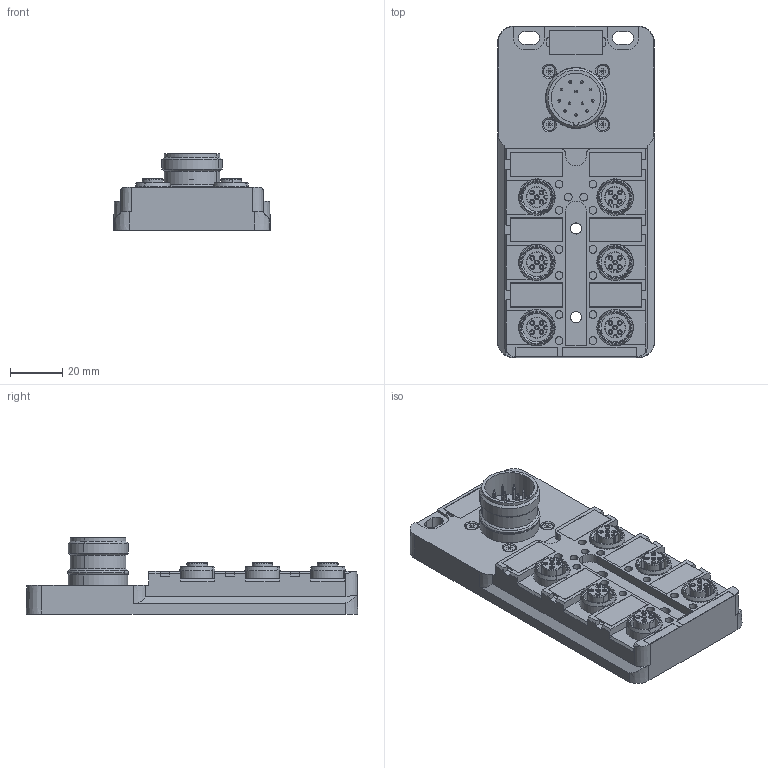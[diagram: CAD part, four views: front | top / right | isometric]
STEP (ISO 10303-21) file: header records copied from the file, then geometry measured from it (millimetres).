
FILE_DESCRIPTION(('CATIA V5 STEP Exchange','CAx-IF Rec.Pracs.--- Model Styling and Organization---1.4--- 2014-01-23'),'2;1');
FILE_NAME ('034119-2_1', '2020-01-08T08:15:52+00:00', ('none'), ('Weidmueller'), 'CATIA Version 5-6 Release 2016 SP3 HF44', 'CATIA V5 STEP AP214', 'none');
FILE_SCHEMA(('AUTOMOTIVE_DESIGN { 1 0 10303 214 1 1 1 1 }'));
Length unit declared in the file: millimetre
Products named in the file (1): 9456010001
Bounding box: 60 x 127 x 29.2 mm (x, y, z)
Volume: 103303.5 mm3; surface area: 48422.4 mm2
Topology: 26 solids, 26 shells, 1714 faces, 4314 edges, 2744 vertices
Faces by surface type: plane 732, cylinder 584, cone 278, torus 96, sphere 24
Entity records: 46768 total; most frequent: CARTESIAN_POINT 8973, ORIENTED_EDGE 8532, DIRECTION 6130, EDGE_CURVE 4266, AXIS2_PLACEMENT_3D 2793, VERTEX_POINT 2744, VECTOR 2284, LINE 2284
